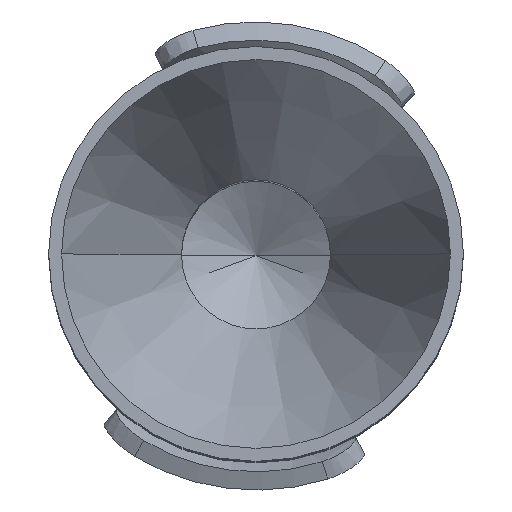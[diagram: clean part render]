
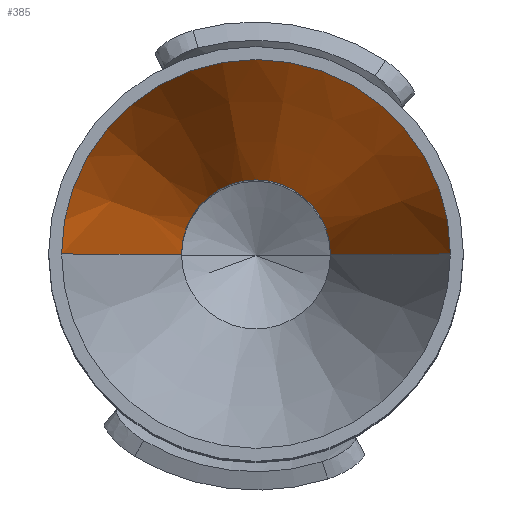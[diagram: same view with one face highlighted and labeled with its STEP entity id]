
A CAD part, top view. The second image highlights one B-rep face of the part: STEP entity #385.
In plain terms, the highlighted conical face has half-angle 24.284 degrees and reference radius 1.038 mm.
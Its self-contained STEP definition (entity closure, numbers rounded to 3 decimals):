
#215=CONICAL_SURFACE('',#1460,1.037,24.284);
#242=LINE('',#2012,#308);
#243=LINE('',#2016,#309);
#308=VECTOR('',#1668,1.);
#309=VECTOR('',#1671,1.);
#385=ADVANCED_FACE('',(#465),#215,.F.);
#465=FACE_OUTER_BOUND('',#555,.T.);
#555=EDGE_LOOP('',(#736,#737,#738,#739));
#736=ORIENTED_EDGE('',*,*,#1205,.T.);
#737=ORIENTED_EDGE('',*,*,#1202,.F.);
#738=ORIENTED_EDGE('',*,*,#1200,.F.);
#739=ORIENTED_EDGE('',*,*,#1204,.T.);
#1055=VERTEX_POINT('',#2008);
#1056=VERTEX_POINT('',#2009);
#1057=VERTEX_POINT('',#2013);
#1058=VERTEX_POINT('',#2015);
#1200=EDGE_CURVE('',#1055,#1056,#1378,.T.);
#1202=EDGE_CURVE('',#1056,#1057,#242,.T.);
#1204=EDGE_CURVE('',#1055,#1058,#243,.T.);
#1205=EDGE_CURVE('',#1058,#1057,#1381,.T.);
#1378=CIRCLE('',#1454,1.5);
#1381=CIRCLE('',#1459,0.575);
#1454=AXIS2_PLACEMENT_3D('',#2007,#1662,#1663);
#1459=AXIS2_PLACEMENT_3D('',#2018,#1674,#1675);
#1460=AXIS2_PLACEMENT_3D('',#2019,#1676,#1677);
#1662=DIRECTION('',(0.,0.,-1.));
#1663=DIRECTION('',(-1.,0.,0.));
#1668=DIRECTION('',(-0.411,0.,-0.912));
#1671=DIRECTION('',(0.411,0.,-0.912));
#1674=DIRECTION('',(0.,0.,-1.));
#1675=DIRECTION('',(1.,0.,0.));
#1676=DIRECTION('',(0.,0.,1.));
#1677=DIRECTION('',(-1.,0.,0.));
#2007=CARTESIAN_POINT('',(0.,0.,12.334));
#2008=CARTESIAN_POINT('',(-1.5,0.,12.334));
#2009=CARTESIAN_POINT('',(1.5,0.,12.334));
#2012=CARTESIAN_POINT('',(1.5,0.,12.334));
#2013=CARTESIAN_POINT('',(0.575,0.,10.284));
#2015=CARTESIAN_POINT('',(-0.575,0.,10.284));
#2016=CARTESIAN_POINT('',(-1.5,0.,12.334));
#2018=CARTESIAN_POINT('',(0.,0.,10.284));
#2019=CARTESIAN_POINT('',(0.,0.,11.309));
